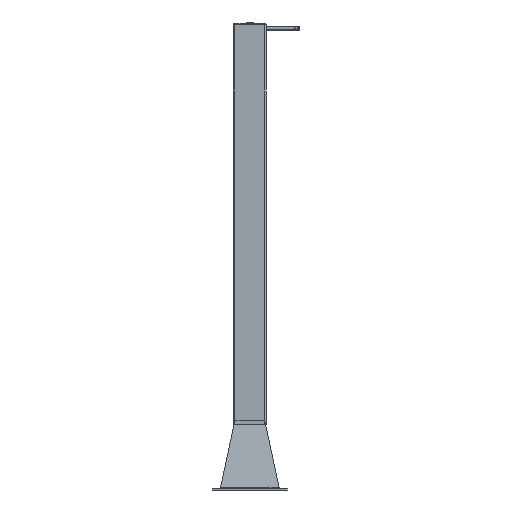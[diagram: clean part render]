
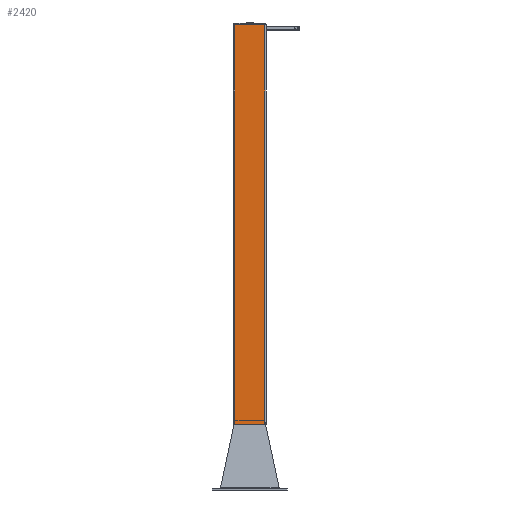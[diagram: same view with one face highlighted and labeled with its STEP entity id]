
A CAD part, left-side view. The second image highlights one B-rep face of the part: STEP entity #2420.
In plain terms, the highlighted planar face has unit normal (-1, 0, 0).
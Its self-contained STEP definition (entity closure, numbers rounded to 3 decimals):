
#2420=ADVANCED_FACE('',(#4381),#4382,.F.);
#4381=FACE_OUTER_BOUND('',#13014,.T.);
#4382=PLANE('',#13015);
#13014=EDGE_LOOP('',(#15924,#15925,#15926,#15927));
#13015=AXIS2_PLACEMENT_3D('',#15928,#15929,#15930);
#15924=ORIENTED_EDGE('',*,*,#19444,.F.);
#15925=ORIENTED_EDGE('',*,*,#19442,.T.);
#15926=ORIENTED_EDGE('',*,*,#19445,.T.);
#15927=ORIENTED_EDGE('',*,*,#19430,.T.);
#15928=CARTESIAN_POINT('',(-125.0,19.444,27.778));
#15929=DIRECTION('',(1.0,0.0,0.0));
#15930=DIRECTION('',(0.0,0.0,-1.0));
#19430=EDGE_CURVE('',#21401,#21398,#21402,.F.);
#19442=EDGE_CURVE('',#21417,#21421,#21423,.T.);
#19444=EDGE_CURVE('',#21417,#21398,#21425,.T.);
#19445=EDGE_CURVE('',#21421,#21401,#21426,.T.);
#21398=VERTEX_POINT('',#25855);
#21401=VERTEX_POINT('',#25858);
#21402=LINE('',#25859,#25860);
#21417=VERTEX_POINT('',#25878);
#21421=VERTEX_POINT('',#25883);
#21423=LINE('',#25885,#25886);
#21425=LINE('',#25888,#25889);
#21426=LINE('',#25890,#25891);
#25855=CARTESIAN_POINT('',(-125.0,-218.556,27.778));
#25858=CARTESIAN_POINT('',(-125.0,-218.556,-2972.222));
#25859=CARTESIAN_POINT('',(-125.0,-218.556,27.778));
#25860=VECTOR('',#29897,1.0);
#25878=CARTESIAN_POINT('',(-125.0,7.444,27.778));
#25883=CARTESIAN_POINT('',(-125.0,7.444,-2972.222));
#25885=CARTESIAN_POINT('',(-125.0,7.444,27.778));
#25886=VECTOR('',#29917,1.0);
#25888=CARTESIAN_POINT('',(-125.0,19.444,27.778));
#25889=VECTOR('',#29918,1.0);
#25890=CARTESIAN_POINT('',(-125.0,19.444,-2972.222));
#25891=VECTOR('',#29919,1.0);
#29897=DIRECTION('',(0.0,0.0,-1.0));
#29917=DIRECTION('',(0.0,0.0,-1.0));
#29918=DIRECTION('',(0.0,-1.0,0.0));
#29919=DIRECTION('',(0.0,-1.0,0.0));
